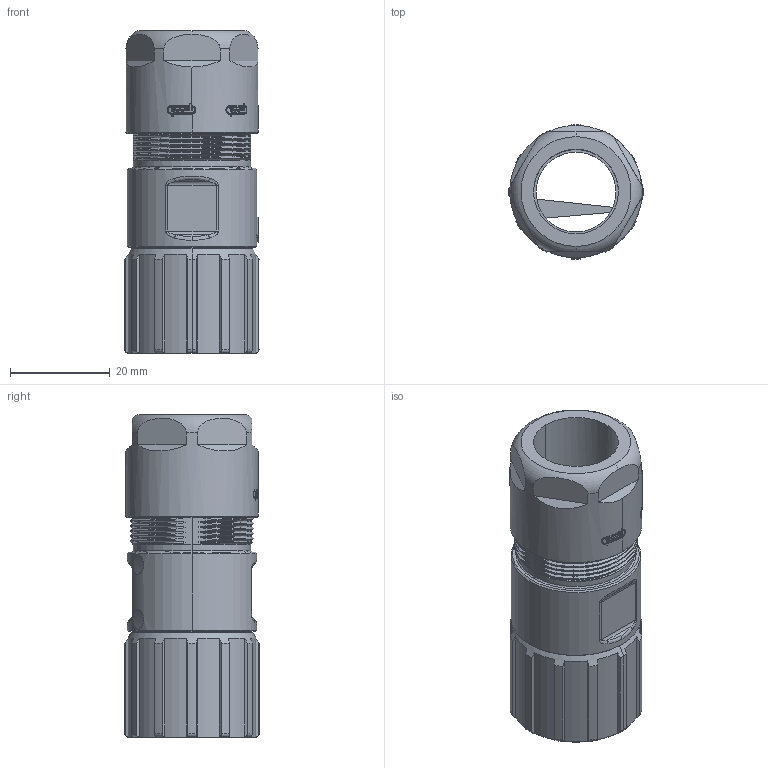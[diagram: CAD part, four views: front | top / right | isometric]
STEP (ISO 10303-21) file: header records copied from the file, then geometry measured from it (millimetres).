
FILE_DESCRIPTION(('CATIA V5 STEP Exchange','CAx-IF Rec.Pracs.--- Model Styling and Organization---1.4--- 2014-01-23'),'2;1');
FILE_NAME ('010847-2_1_1299390000_1299390000.stp','2019-07-12T05:51:06+00:00',('none'),('Weidmueller'),'CATIA Version 5-6 Release 2016 SP3 HF44','CATIA V5 STEP AP214','none');
FILE_SCHEMA(('AUTOMOTIVE_DESIGN { 1 0 10303 214 1 1 1 1 }'));
Length unit declared in the file: millimetre
Products named in the file (1): 1299390000
Bounding box: 26.89 x 26.9 x 64.61 mm (x, y, z)
Volume: 16237.7 mm3; surface area: 11556 mm2
Topology: 1 solids, 1 shells, 797 faces, 2124 edges, 1364 vertices
Faces by surface type: plane 363, bspline 294, cylinder 109, cone 19, torus 12
Entity records: 28802 total; most frequent: CARTESIAN_POINT 12679, ORIENTED_EDGE 4248, EDGE_CURVE 2124, DIRECTION 2048, VERTEX_POINT 1364, EDGE_LOOP 834, ADVANCED_FACE 797, FACE_OUTER_BOUND 797
